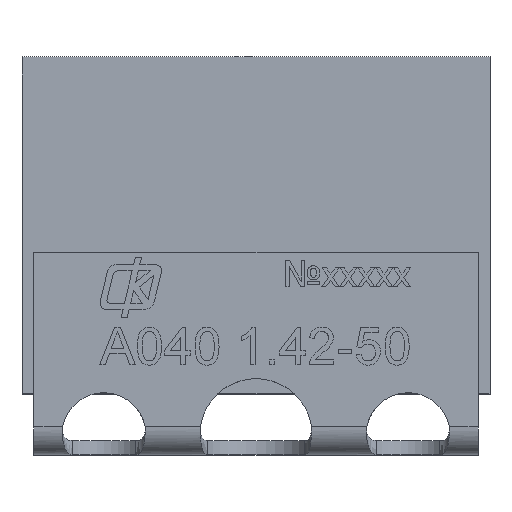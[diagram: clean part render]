
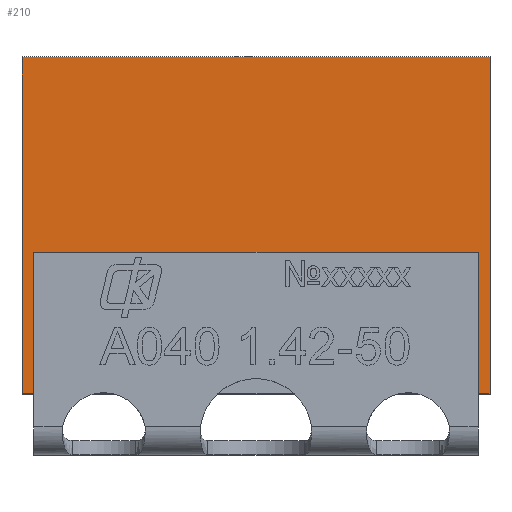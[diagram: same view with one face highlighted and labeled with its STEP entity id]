
A CAD part, top view. The second image highlights one B-rep face of the part: STEP entity #210.
In plain terms, the highlighted planar face has unit normal (0, 0, 1).
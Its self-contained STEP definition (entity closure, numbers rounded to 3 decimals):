
#210=ADVANCED_FACE('',(#3441),#3443,.F.);
#3441=FACE_BOUND('',#3442,.T.);
#3442=EDGE_LOOP('',(#7952,#7953,#7954,#7955,#7956,#7957,#7958,#7959));
#3443=PLANE('',#3444);
#3444=AXIS2_PLACEMENT_3D('',#3445,#3446,#3447);
#3445=CARTESIAN_POINT('',(-5.,3.6,1.8));
#3446=DIRECTION('',(0.,0.,-1.));
#3447=DIRECTION('',(-1.,0.,0.));
#7952=ORIENTED_EDGE('',*,*,#9863,.T.);
#7953=ORIENTED_EDGE('',*,*,#9864,.T.);
#7954=ORIENTED_EDGE('',*,*,#9865,.F.);
#7955=ORIENTED_EDGE('',*,*,#9853,.F.);
#7956=ORIENTED_EDGE('',*,*,#9843,.F.);
#7957=ORIENTED_EDGE('',*,*,#9821,.T.);
#7958=ORIENTED_EDGE('',*,*,#9866,.F.);
#7959=ORIENTED_EDGE('',*,*,#9867,.T.);
#9821=EDGE_CURVE('',#10820,#10818,#10821,.T.);
#9843=EDGE_CURVE('',#10820,#10860,#10862,.T.);
#9853=EDGE_CURVE('',#10860,#10881,#10882,.T.);
#9863=EDGE_CURVE('',#10897,#10898,#10899,.T.);
#9864=EDGE_CURVE('',#10898,#10900,#10901,.T.);
#9865=EDGE_CURVE('',#10881,#10900,#10902,.T.);
#9866=EDGE_CURVE('',#10903,#10818,#10904,.T.);
#9867=EDGE_CURVE('',#10903,#10897,#10905,.T.);
#10818=VERTEX_POINT('',#12485);
#10820=VERTEX_POINT('',#12489);
#10821=LINE('',#12490,#12491);
#10860=VERTEX_POINT('',#12571);
#10862=LINE('',#12575,#12576);
#10881=VERTEX_POINT('',#12614);
#10882=LINE('',#12615,#12616);
#10897=VERTEX_POINT('',#12650);
#10898=VERTEX_POINT('',#12651);
#10899=LINE('',#12652,#12653);
#10900=VERTEX_POINT('',#12655);
#10901=LINE('',#12656,#12657);
#10902=LINE('',#12659,#12660);
#10903=VERTEX_POINT('',#12662);
#10904=LINE('',#12663,#12664);
#10905=LINE('',#12666,#12667);
#12485=CARTESIAN_POINT('',(-5.,-3.599,1.8));
#12489=CARTESIAN_POINT('',(-5.,3.6,1.8));
#12490=CARTESIAN_POINT('',(-5.,3.6,1.8));
#12491=VECTOR('',#12492,1.);
#12492=DIRECTION('',(0.,-1.,0.));
#12571=CARTESIAN_POINT('',(5.,3.6,1.8));
#12575=CARTESIAN_POINT('',(-5.,3.6,1.8));
#12576=VECTOR('',#12577,1.);
#12577=DIRECTION('',(1.,0.,0.));
#12614=CARTESIAN_POINT('',(5.,-3.599,1.8));
#12615=CARTESIAN_POINT('',(5.,3.6,1.8));
#12616=VECTOR('',#12617,1.);
#12617=DIRECTION('',(0.,-1.,0.));
#12650=CARTESIAN_POINT('',(-4.75,-0.575,1.8));
#12651=CARTESIAN_POINT('',(4.75,-0.575,1.8));
#12652=CARTESIAN_POINT('',(-4.75,-0.575,1.8));
#12653=VECTOR('',#12654,1.);
#12654=DIRECTION('',(1.,0.,0.));
#12655=CARTESIAN_POINT('',(4.75,-3.599,1.8));
#12656=CARTESIAN_POINT('',(4.75,-0.575,1.8));
#12657=VECTOR('',#12658,1.);
#12658=DIRECTION('',(0.,-1.,0.));
#12659=CARTESIAN_POINT('',(5.,-3.599,1.8));
#12660=VECTOR('',#12661,1.);
#12661=DIRECTION('',(-1.,0.,0.));
#12662=CARTESIAN_POINT('',(-4.75,-3.599,1.8));
#12663=CARTESIAN_POINT('',(-4.75,-3.599,1.8));
#12664=VECTOR('',#12665,1.);
#12665=DIRECTION('',(-1.,0.,0.));
#12666=CARTESIAN_POINT('',(-4.75,-3.599,1.8));
#12667=VECTOR('',#12668,1.);
#12668=DIRECTION('',(0.,1.,0.));
